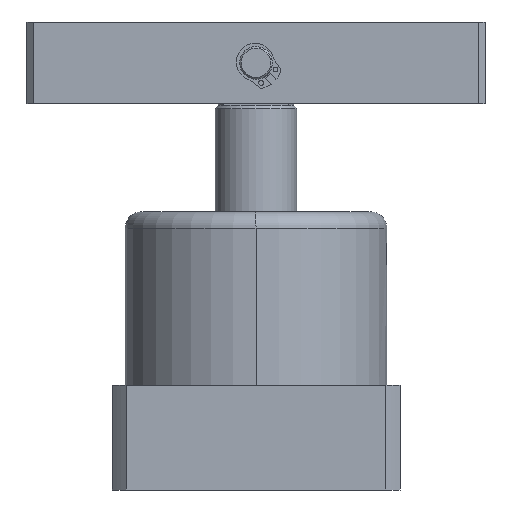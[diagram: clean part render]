
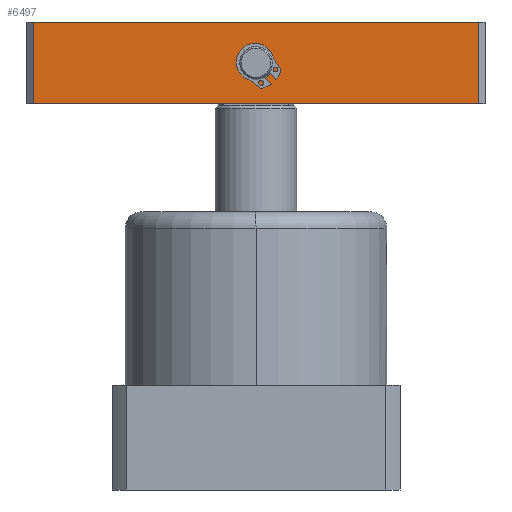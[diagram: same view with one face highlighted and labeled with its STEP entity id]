
A CAD part, left-side view. The second image highlights one B-rep face of the part: STEP entity #6497.
In plain terms, the highlighted face is planar.
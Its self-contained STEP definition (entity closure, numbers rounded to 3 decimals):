
#243 = CARTESIAN_POINT ( 'NONE',  ( -68., -12.5, -12.5 ) ) ;
#249 = CARTESIAN_POINT ( 'NONE',  ( 68., -12.5, -12.5 ) ) ;
#568 = EDGE_LOOP ( 'NONE', ( #2326, #2327 ) ) ;
#592 = VERTEX_POINT ( 'NONE', #243 ) ;
#621 = VERTEX_POINT ( 'NONE', #249 ) ;
#959 = EDGE_LOOP ( 'NONE', ( #2328, #2329, #2330, #2331 ) ) ;
#982 = VERTEX_POINT ( 'NONE', #5254 ) ;
#988 = VERTEX_POINT ( 'NONE', #5253 ) ;
#2326 = ORIENTED_EDGE ( 'NONE', *, *, #6728, .T. ) ;
#2327 = ORIENTED_EDGE ( 'NONE', *, *, #6716, .T. ) ;
#2328 = ORIENTED_EDGE ( 'NONE', *, *, #6715, .F. ) ;
#2329 = ORIENTED_EDGE ( 'NONE', *, *, #6714, .T. ) ;
#2330 = ORIENTED_EDGE ( 'NONE', *, *, #6711, .T. ) ;
#2331 = ORIENTED_EDGE ( 'NONE', *, *, #6709, .T. ) ;
#2722 = CARTESIAN_POINT ( 'NONE',  ( -68., 12.5, -12.5 ) ) ;
#2723 = DIRECTION ( 'NONE',  ( 0., 1., 0. ) ) ;
#2727 = DIRECTION ( 'NONE',  ( 0., -1., 0. ) ) ;
#2732 = CARTESIAN_POINT ( 'NONE',  ( 68., 12.5, -12.5 ) ) ;
#2734 = CARTESIAN_POINT ( 'NONE',  ( -70., -12.5, -12.5 ) ) ;
#2735 = DIRECTION ( 'NONE',  ( -1., 0., 0. ) ) ;
#2742 = CARTESIAN_POINT ( 'NONE',  ( -70., 12.5, -12.5 ) ) ;
#2743 = DIRECTION ( 'NONE',  ( -1., 0., 0. ) ) ;
#2747 = CARTESIAN_POINT ( 'NONE',  ( 0., 0., -12.5 ) ) ;
#2748 = DIRECTION ( 'NONE',  ( 0., 0., 1. ) ) ;
#2749 = DIRECTION ( 'NONE',  ( 1., 0., 0. ) ) ;
#2775 = CARTESIAN_POINT ( 'NONE',  ( 0., 0., -12.5 ) ) ;
#2776 = DIRECTION ( 'NONE',  ( 0., 0., 1. ) ) ;
#2777 = DIRECTION ( 'NONE',  ( 1., 0., 0. ) ) ;
#2973 = FACE_BOUND ( 'NONE', #568, .T. ) ;
#2976 = FACE_OUTER_BOUND ( 'NONE', #959, .T. ) ;
#3300 = LINE ( 'NONE', #2722, #3302 ) ;
#3302 = VECTOR ( 'NONE', #2723, 1000. ) ;
#3303 = LINE ( 'NONE', #2734, #3306 ) ;
#3306 = VECTOR ( 'NONE', #2735, 1000. ) ;
#3309 = LINE ( 'NONE', #2732, #3311 ) ;
#3310 = LINE ( 'NONE', #2742, #3313 ) ;
#3311 = VECTOR ( 'NONE', #2727, 1000. ) ;
#3312 = CIRCLE ( 'NONE', #6895, 5.5 ) ;
#3313 = VECTOR ( 'NONE', #2743, 1000. ) ;
#3327 = CIRCLE ( 'NONE', #6901, 5.5 ) ;
#3477 = PLANE ( 'NONE',  #6813 ) ;
#3478 = CARTESIAN_POINT ( 'NONE',  ( -70., 12.5, -12.5 ) ) ;
#3483 = DIRECTION ( 'NONE',  ( 0., 0., 1. ) ) ;
#3484 = DIRECTION ( 'NONE',  ( 1., 0., 0. ) ) ;
#4503 = VERTEX_POINT ( 'NONE', #5386 ) ;
#4505 = VERTEX_POINT ( 'NONE', #5388 ) ;
#5253 = CARTESIAN_POINT ( 'NONE',  ( 68., 12.5, -12.5 ) ) ;
#5254 = CARTESIAN_POINT ( 'NONE',  ( -68., 12.5, -12.5 ) ) ;
#5386 = CARTESIAN_POINT ( 'NONE',  ( 5.5, 0., -12.5 ) ) ;
#5388 = CARTESIAN_POINT ( 'NONE',  ( -5.5, 0., -12.5 ) ) ;
#6497 = ADVANCED_FACE ( 'NONE', ( #2973, #2976 ), #3477, .F. ) ;
#6709 = EDGE_CURVE ( 'NONE', #592, #982, #3300, .T. ) ;
#6711 = EDGE_CURVE ( 'NONE', #621, #592, #3303, .T. ) ;
#6714 = EDGE_CURVE ( 'NONE', #988, #621, #3309, .T. ) ;
#6715 = EDGE_CURVE ( 'NONE', #988, #982, #3310, .T. ) ;
#6716 = EDGE_CURVE ( 'NONE', #4503, #4505, #3312, .T. ) ;
#6728 = EDGE_CURVE ( 'NONE', #4505, #4503, #3327, .T. ) ;
#6813 = AXIS2_PLACEMENT_3D ( 'NONE', #3478, #3483, #3484 ) ;
#6895 = AXIS2_PLACEMENT_3D ( 'NONE', #2747, #2748, #2749 ) ;
#6901 = AXIS2_PLACEMENT_3D ( 'NONE', #2775, #2776, #2777 ) ;
